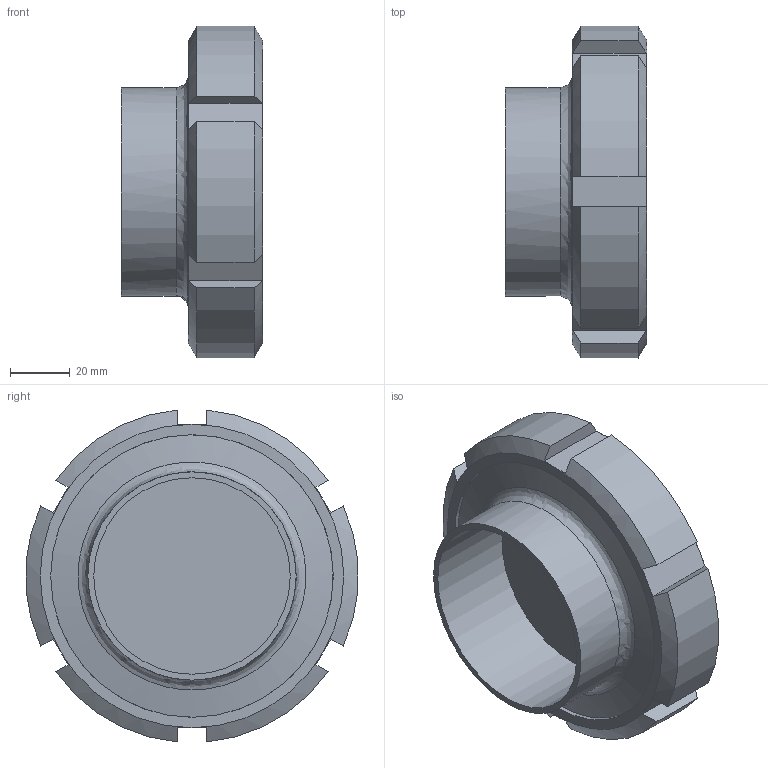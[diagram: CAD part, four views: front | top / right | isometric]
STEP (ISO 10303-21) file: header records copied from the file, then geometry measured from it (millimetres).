
FILE_DESCRIPTION(('HOOPS Exchange Step'),'2;1');
FILE_NAME('GS04_DN65.stp','2026-03-24T15:44:42+01:00',('nieru'),('Unknown organisation'),'HOOPS Exchange 2024.2','HOOPS Exchange','Unknown authorisation');
FILE_SCHEMA( ('AP203_CONFIGURATION_CONTROLLED_3D_DESIGN_OF_MECHANICAL_PARTS_AND_ASSEMBLIES_MIM_LF') );
Length unit declared in the file: millimetre
Products named in the file (2): 0; root
Assembly tree (1 placements, depth 2):
  root
    0
Bounding box: 47.5 x 111.58 x 111.55 mm (x, y, z)
Volume: 199027.5 mm3; surface area: 40315.4 mm2
Topology: 1 solids, 1 shells, 47 faces, 117 edges, 75 vertices
Faces by surface type: plane 23, cone 13, cylinder 10, bspline 1
Full cylindrical faces by diameter (mm): 66 x2, 70 x1, 95 x1
Entity records: 4525 total; most frequent: CARTESIAN_POINT 3486, ORIENTED_EDGE 234, DIRECTION 185, EDGE_CURVE 117, AXIS2_PLACEMENT_3D 78, VERTEX_POINT 75, EDGE_LOOP 50, FACE_BOUND 50
